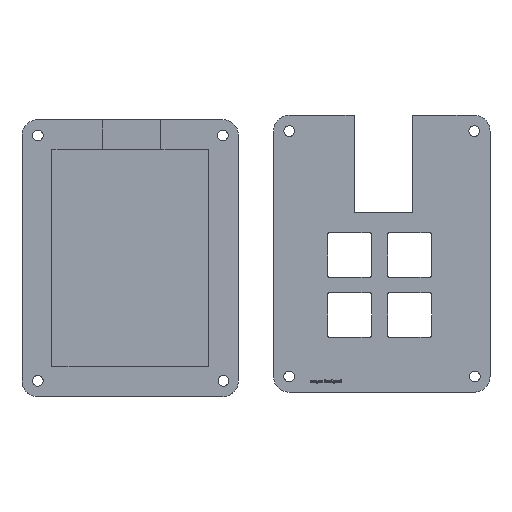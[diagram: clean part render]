
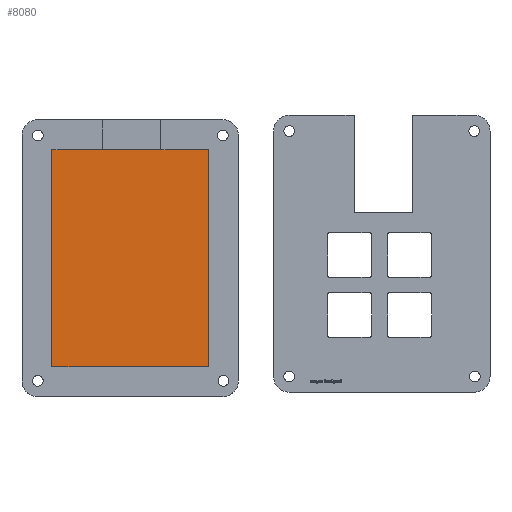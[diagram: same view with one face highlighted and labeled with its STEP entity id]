
A CAD part, top view. The second image highlights one B-rep face of the part: STEP entity #8080.
In plain terms, the highlighted planar face has unit normal (0, 0, 1).
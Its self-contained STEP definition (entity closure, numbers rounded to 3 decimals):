
#312=PLANE('',#8334);
#734=FACE_OUTER_BOUND('',#1204,.T.);
#1204=EDGE_LOOP('',(#7347,#7348,#7349,#7350));
#1844=LINE('',#16168,#2474);
#1846=LINE('',#16172,#2476);
#1847=LINE('',#16174,#2477);
#1848=LINE('',#16175,#2478);
#2474=VECTOR('',#9425,10.);
#2476=VECTOR('',#9429,10.);
#2477=VECTOR('',#9430,10.);
#2478=VECTOR('',#9431,10.);
#3781=VERTEX_POINT('',#16165);
#3782=VERTEX_POINT('',#16167);
#3783=VERTEX_POINT('',#16171);
#3784=VERTEX_POINT('',#16173);
#4976=EDGE_CURVE('',#3781,#3782,#1844,.T.);
#4978=EDGE_CURVE('',#3783,#3781,#1846,.T.);
#4979=EDGE_CURVE('',#3784,#3783,#1847,.T.);
#4980=EDGE_CURVE('',#3782,#3784,#1848,.T.);
#7347=ORIENTED_EDGE('',*,*,#4978,.F.);
#7348=ORIENTED_EDGE('',*,*,#4979,.F.);
#7349=ORIENTED_EDGE('',*,*,#4980,.F.);
#7350=ORIENTED_EDGE('',*,*,#4976,.F.);
#8080=ADVANCED_FACE('',(#734),#312,.T.);
#8334=AXIS2_PLACEMENT_3D('',#16170,#9427,#9428);
#9425=DIRECTION('',(1.,0.,0.));
#9427=DIRECTION('center_axis',(0.,0.,1.));
#9428=DIRECTION('ref_axis',(1.,0.,0.));
#9429=DIRECTION('',(0.,1.,0.));
#9430=DIRECTION('',(-1.,0.,0.));
#9431=DIRECTION('',(0.,-1.,0.));
#16165=CARTESIAN_POINT('',(0.,68.89,3.));
#16167=CARTESIAN_POINT('',(49.734,68.89,3.));
#16168=CARTESIAN_POINT('',(12.433,68.89,3.));
#16170=CARTESIAN_POINT('Origin',(24.867,34.445,3.));
#16171=CARTESIAN_POINT('',(0.,0.,3.));
#16172=CARTESIAN_POINT('',(0.,17.223,3.));
#16173=CARTESIAN_POINT('',(49.734,0.,3.));
#16174=CARTESIAN_POINT('',(37.3,0.,3.));
#16175=CARTESIAN_POINT('',(49.734,51.668,3.));
